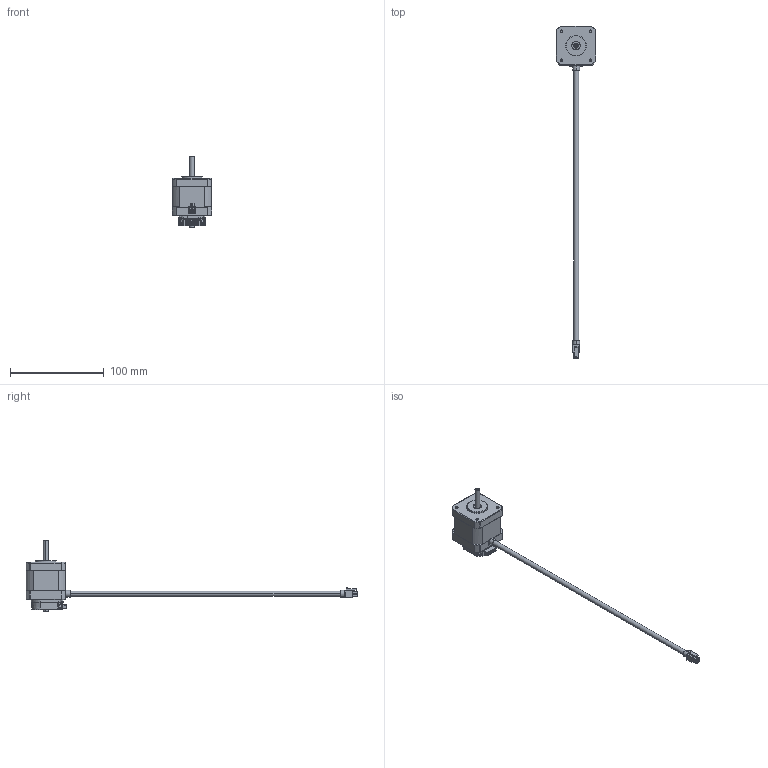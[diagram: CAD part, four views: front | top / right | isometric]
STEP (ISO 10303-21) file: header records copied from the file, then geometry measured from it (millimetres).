
FILE_DESCRIPTION (( 'STEP AP214' ), '1' );
FILE_NAME ('STP-MTR-17040E.STEP', '2018-08-15T17:43:24', ( '' ), ( '' ), 'SwSTEP 2.0', 'SolidWorks 2017', '' );
FILE_SCHEMA (( 'AUTOMOTIVE_DESIGN' ));
Length unit declared in the file: inch
Products named in the file (1): STP-MTR-17040E
Bounding box: 42.16 x 354.99 x 76.71 mm (x, y, z)
Volume: 81938.1 mm3; surface area: 28203.6 mm2
Topology: 15 solids, 15 shells, 1646 faces, 4580 edges, 3004 vertices
Faces by surface type: plane 967, cylinder 392, cone 189, bspline 66, torus 16, sphere 16
Entity records: 78349 total; most frequent: CARTESIAN_POINT 14839, ORIENTED_EDGE 9136, DIRECTION 8303, EDGE_CURVE 4568, VERTEX_POINT 3004, LINE 2773, VECTOR 2773, AXIS2_PLACEMENT_3D 2765
